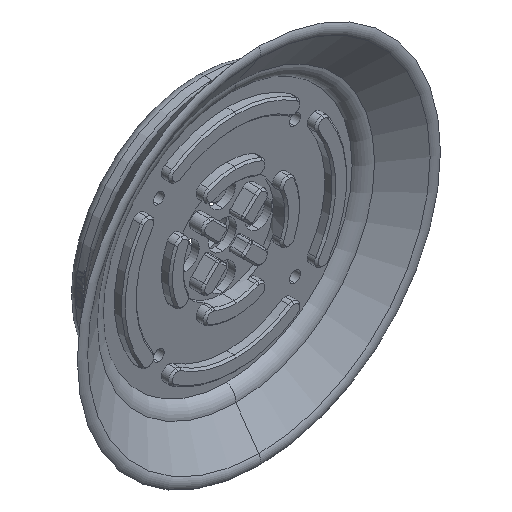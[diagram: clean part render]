
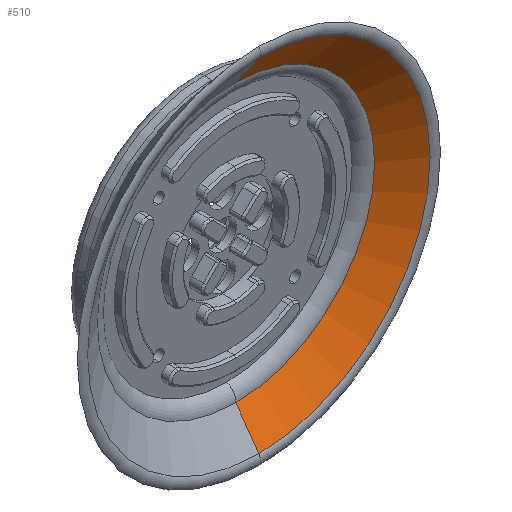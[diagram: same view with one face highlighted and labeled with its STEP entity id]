
A CAD part, isometric view. The second image highlights one B-rep face of the part: STEP entity #510.
In plain terms, the highlighted conical face has half-angle 55 degrees and reference radius 76.35 mm.
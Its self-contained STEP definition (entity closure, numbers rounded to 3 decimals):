
#510=ADVANCED_FACE('',(#1238),#1239,.F.);
#1238=FACE_OUTER_BOUND('',#2144,.T.);
#1239=CONICAL_SURFACE('',#2145,76.35,0.96);
#2144=EDGE_LOOP('',(#7498,#7499,#7500,#7501));
#2145=AXIS2_PLACEMENT_3D('',#7502,#7503,#7504);
#7498=ORIENTED_EDGE('',*,*,#9332,.F.);
#7499=ORIENTED_EDGE('',*,*,#9326,.F.);
#7500=ORIENTED_EDGE('',*,*,#9334,.T.);
#7501=ORIENTED_EDGE('',*,*,#9338,.T.);
#7502=CARTESIAN_POINT('',(0.0,-22.5,0.0));
#7503=DIRECTION('',(-0.0,-1.0,-0.0));
#7504=DIRECTION('',(0.0,0.0,-1.0));
#9326=EDGE_CURVE('',#10558,#10559,#10560,.T.);
#9332=EDGE_CURVE('',#10559,#10568,#10569,.T.);
#9334=EDGE_CURVE('',#10558,#10570,#10572,.T.);
#9338=EDGE_CURVE('',#10570,#10568,#10578,.T.);
#10558=VERTEX_POINT('',#12132);
#10559=VERTEX_POINT('',#12133);
#10560=CIRCLE('',#12134,76.35);
#10568=VERTEX_POINT('',#12142);
#10569=LINE('',#12143,#12144);
#10570=VERTEX_POINT('',#12145);
#10572=LINE('',#12147,#12148);
#10578=CIRCLE('',#12154,94.339);
#12132=CARTESIAN_POINT('',(0.0,-22.5,-76.35));
#12133=CARTESIAN_POINT('',(0.,-22.5,76.35));
#12134=AXIS2_PLACEMENT_3D('',#15203,#15204,#15205);
#12142=CARTESIAN_POINT('',(0.,-35.096,94.339));
#12143=CARTESIAN_POINT('',(0.,-22.5,76.35));
#12144=VECTOR('',#15218,1000.0);
#12145=CARTESIAN_POINT('',(0.0,-35.096,-94.339));
#12147=CARTESIAN_POINT('',(0.0,-22.5,-76.35));
#12148=VECTOR('',#15222,1000.0);
#12154=AXIS2_PLACEMENT_3D('',#15229,#15230,#15231);
#15203=CARTESIAN_POINT('',(0.0,-22.5,0.0));
#15204=DIRECTION('',(0.0,-1.0,-0.0));
#15205=DIRECTION('',(0.0,0.0,-1.0));
#15218=DIRECTION('',(0.,-0.574,0.819));
#15222=DIRECTION('',(0.0,-0.574,-0.819));
#15229=CARTESIAN_POINT('',(0.0,-35.096,0.0));
#15230=DIRECTION('',(0.0,-1.0,-0.0));
#15231=DIRECTION('',(0.0,0.0,-1.0));
